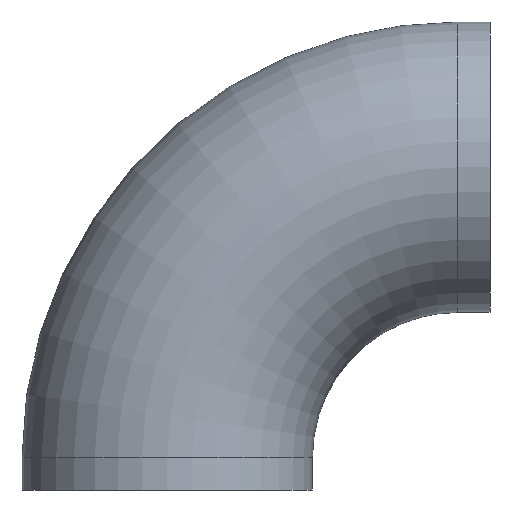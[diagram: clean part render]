
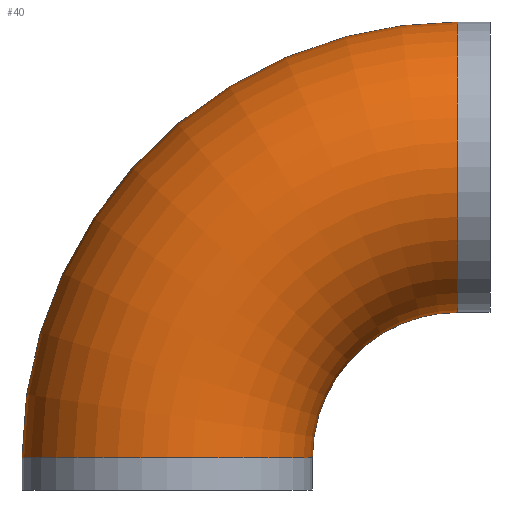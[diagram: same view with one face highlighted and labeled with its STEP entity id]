
A CAD part, front view. The second image highlights one B-rep face of the part: STEP entity #40.
In plain terms, the highlighted toroidal (fillet/blend) face has major radius 63 mm and minor radius 31.5 mm.
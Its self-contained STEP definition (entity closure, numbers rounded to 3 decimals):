
#40 = ADVANCED_FACE( '', ( #81, #82 ), #83, .T. );
#81 = FACE_OUTER_BOUND( '', #120, .T. );
#82 = FACE_OUTER_BOUND( '', #121, .T. );
#83 = TOROIDAL_SURFACE( '', #122, 63., 31.5 );
#120 = EDGE_LOOP( '', ( #161 ) );
#121 = EDGE_LOOP( '', ( #162 ) );
#122 = AXIS2_PLACEMENT_3D( '', #163, #164, #165 );
#161 = ORIENTED_EDGE( '', *, *, #188, .T. );
#162 = ORIENTED_EDGE( '', *, *, #195, .F. );
#163 = CARTESIAN_POINT( '', ( 63., 0., 7. ) );
#164 = DIRECTION( '', ( 0., 1., 0. ) );
#165 = DIRECTION( '', ( 0., 0., 1. ) );
#188 = EDGE_CURVE( '', #206, #206, #207, .T. );
#195 = EDGE_CURVE( '', #217, #217, #218, .T. );
#206 = VERTEX_POINT( '', #230 );
#207 = CIRCLE( '', #231, 31.5 );
#217 = VERTEX_POINT( '', #241 );
#218 = CIRCLE( '', #242, 31.5 );
#230 = CARTESIAN_POINT( '', ( 31.5, 0., 7. ) );
#231 = AXIS2_PLACEMENT_3D( '', #254, #255, #256 );
#241 = CARTESIAN_POINT( '', ( 63., 0., 38.5 ) );
#242 = AXIS2_PLACEMENT_3D( '', #266, #267, #268 );
#254 = CARTESIAN_POINT( '', ( 0., 0., 7. ) );
#255 = DIRECTION( '', ( 0., 0., 1. ) );
#256 = DIRECTION( '', ( 1., 0., 0. ) );
#266 = CARTESIAN_POINT( '', ( 63., 0., 70. ) );
#267 = DIRECTION( '', ( 1., 0., 0. ) );
#268 = DIRECTION( '', ( 0., 0., -1. ) );
